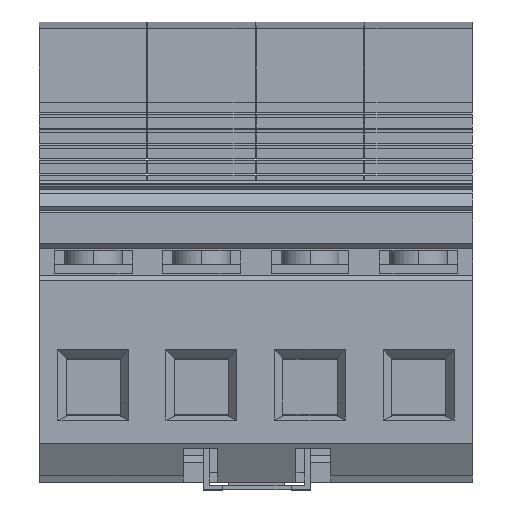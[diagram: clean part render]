
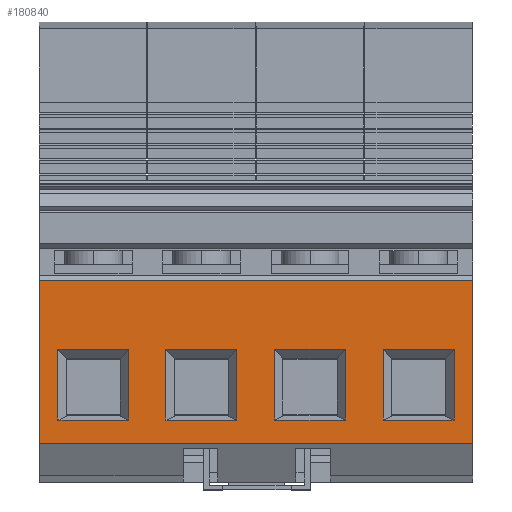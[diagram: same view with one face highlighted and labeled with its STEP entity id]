
A CAD part, front view. The second image highlights one B-rep face of the part: STEP entity #180840.
In plain terms, the highlighted face is planar.
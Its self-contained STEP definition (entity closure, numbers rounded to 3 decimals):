
#6390=CARTESIAN_POINT('',(40.9,-6.45,
194.4));
#6400=VERTEX_POINT('',#6390);
#6430=CARTESIAN_POINT('',(40.9,-6.45,
20.2));
#6440=DIRECTION('',(0.,0.,-1.));
#6450=VECTOR('',#6440,1.);
#6460=LINE('',#6430,#6450);
#6470=CARTESIAN_POINT('',(40.9,-6.45,
123.4));
#6480=VERTEX_POINT('',#6470);
#6490=EDGE_CURVE('',#6400,#6480,#6460,.T.);
#9240=CARTESIAN_POINT('',(40.9,20.3,
194.4));
#9250=VERTEX_POINT('',#9240);
#9280=CARTESIAN_POINT('',(40.9,22.6,
194.4));
#9290=DIRECTION('',(0.,1.,0.));
#9300=VECTOR('',#9290,1.);
#9310=LINE('',#9280,#9300);
#9320=EDGE_CURVE('',#6400,#9250,#9310,.T.);
#41920=CARTESIAN_POINT('',(40.9,22.6,
123.4));
#41930=DIRECTION('',(0.,-1.,0.));
#41940=VECTOR('',#41930,1.);
#41950=LINE('',#41920,#41940);
#41960=CARTESIAN_POINT('',(40.9,20.3,
123.4));
#41970=VERTEX_POINT('',#41960);
#41980=EDGE_CURVE('',#41970,#6480,#41950,.T.);
#179320=CARTESIAN_POINT('',(40.9,-6.45,
123.4));
#179330=DIRECTION('',(-1.,0.,0.));
#179340=DIRECTION('',(0.,-1.,0.));
#179350=AXIS2_PLACEMENT_3D('',#179320,#179330,#179340);
#179360=PLANE('',#179350);
#179370=CARTESIAN_POINT('',(40.9,20.3,
20.2));
#179380=DIRECTION('',(0.,0.,1.));
#179390=VECTOR('',#179380,1.);
#179400=LINE('',#179370,#179390);
#179410=EDGE_CURVE('',#41970,#9250,#179400,.T.);
#179420=ORIENTED_EDGE('',*,*,#179410,.T.);
#179430=ORIENTED_EDGE('',*,*,#41980,.F.);
#179440=ORIENTED_EDGE('',*,*,#6490,.T.);
#179450=ORIENTED_EDGE('',*,*,#9320,.F.);
#179460=EDGE_LOOP('',(#179450,#179440,#179430,#179420));
#179470=FACE_OUTER_BOUND('',#179460,.T.);
#179480=CARTESIAN_POINT('',(40.9,-2.534,
230.2));
#179490=DIRECTION('',(0.,0.,-1.));
#179500=VECTOR('',#179490,1.);
#179510=LINE('',#179480,#179500);
#179520=CARTESIAN_POINT('',(40.9,-2.534,
191.395));
#179530=VERTEX_POINT('',#179520);
#179540=CARTESIAN_POINT('',(40.9,-2.534,
179.81));
#179550=VERTEX_POINT('',#179540);
#179560=EDGE_CURVE('',#179530,#179550,#179510,.T.);
#179570=ORIENTED_EDGE('',*,*,#179560,.F.);
#179580=CARTESIAN_POINT('',(40.9,-41.215,
179.81));
#179590=DIRECTION('',(0.,1.,0.));
#179600=VECTOR('',#179590,1.);
#179610=LINE('',#179580,#179600);
#179620=CARTESIAN_POINT('',(40.9,9.093,
179.81));
#179630=VERTEX_POINT('',#179620);
#179640=EDGE_CURVE('',#179550,#179630,#179610,.T.);
#179650=ORIENTED_EDGE('',*,*,#179640,.F.);
#179660=CARTESIAN_POINT('',(40.9,9.093,
230.2));
#179670=DIRECTION('',(0.,0.,-1.));
#179680=VECTOR('',#179670,1.);
#179690=LINE('',#179660,#179680);
#179700=CARTESIAN_POINT('',(40.9,9.093,
191.395));
#179710=VERTEX_POINT('',#179700);
#179720=EDGE_CURVE('',#179710,#179630,#179690,.T.);
#179730=ORIENTED_EDGE('',*,*,#179720,.T.);
#179740=CARTESIAN_POINT('',(40.9,-41.215,
191.395));
#179750=DIRECTION('',(0.,1.,0.));
#179760=VECTOR('',#179750,1.);
#179770=LINE('',#179740,#179760);
#179780=EDGE_CURVE('',#179530,#179710,#179770,.T.);
#179790=ORIENTED_EDGE('',*,*,#179780,.T.);
#179800=EDGE_LOOP('',(#179790,#179730,#179650,#179570));
#179810=FACE_BOUND('',#179800,.T.);
#179820=CARTESIAN_POINT('',(40.9,-2.534,
176.9));
#179830=DIRECTION('',(0.,0.,-1.));
#179840=VECTOR('',#179830,1.);
#179850=LINE('',#179820,#179840);
#179860=CARTESIAN_POINT('',(40.9,-2.534,
138.095));
#179870=VERTEX_POINT('',#179860);
#179880=CARTESIAN_POINT('',(40.9,-2.534,
126.51));
#179890=VERTEX_POINT('',#179880);
#179900=EDGE_CURVE('',#179870,#179890,#179850,.T.);
#179910=ORIENTED_EDGE('',*,*,#179900,.F.);
#179920=CARTESIAN_POINT('',(40.9,-41.215,
126.51));
#179930=DIRECTION('',(0.,1.,0.));
#179940=VECTOR('',#179930,1.);
#179950=LINE('',#179920,#179940);
#179960=CARTESIAN_POINT('',(40.9,9.093,
126.51));
#179970=VERTEX_POINT('',#179960);
#179980=EDGE_CURVE('',#179890,#179970,#179950,.T.);
#179990=ORIENTED_EDGE('',*,*,#179980,.F.);
#180000=CARTESIAN_POINT('',(40.9,9.093,
176.9));
#180010=DIRECTION('',(0.,0.,-1.));
#180020=VECTOR('',#180010,1.);
#180030=LINE('',#180000,#180020);
#180040=CARTESIAN_POINT('',(40.9,9.093,
138.095));
#180050=VERTEX_POINT('',#180040);
#180060=EDGE_CURVE('',#180050,#179970,#180030,.T.);
#180070=ORIENTED_EDGE('',*,*,#180060,.T.);
#180080=CARTESIAN_POINT('',(40.9,-41.215,
138.095));
#180090=DIRECTION('',(0.,1.,0.));
#180100=VECTOR('',#180090,1.);
#180110=LINE('',#180080,#180100);
#180120=EDGE_CURVE('',#179870,#180050,#180110,.T.);
#180130=ORIENTED_EDGE('',*,*,#180120,.T.);
#180140=EDGE_LOOP('',(#180130,#180070,#179990,#179910));
#180150=FACE_BOUND('',#180140,.T.);
#180160=CARTESIAN_POINT('',(40.9,-2.534,
176.9));
#180170=DIRECTION('',(0.,0.,-1.));
#180180=VECTOR('',#180170,1.);
#180190=LINE('',#180160,#180180);
#180200=CARTESIAN_POINT('',(40.9,-2.534,
155.895));
#180210=VERTEX_POINT('',#180200);
#180220=CARTESIAN_POINT('',(40.9,-2.534,
144.31));
#180230=VERTEX_POINT('',#180220);
#180240=EDGE_CURVE('',#180210,#180230,#180190,.T.);
#180250=ORIENTED_EDGE('',*,*,#180240,.F.);
#180260=CARTESIAN_POINT('',(40.9,-41.215,
144.31));
#180270=DIRECTION('',(0.,1.,0.));
#180280=VECTOR('',#180270,1.);
#180290=LINE('',#180260,#180280);
#180300=CARTESIAN_POINT('',(40.9,9.093,
144.31));
#180310=VERTEX_POINT('',#180300);
#180320=EDGE_CURVE('',#180230,#180310,#180290,.T.);
#180330=ORIENTED_EDGE('',*,*,#180320,.F.);
#180340=CARTESIAN_POINT('',(40.9,9.093,
176.9));
#180350=DIRECTION('',(0.,0.,-1.));
#180360=VECTOR('',#180350,1.);
#180370=LINE('',#180340,#180360);
#180380=CARTESIAN_POINT('',(40.9,9.093,
155.895));
#180390=VERTEX_POINT('',#180380);
#180400=EDGE_CURVE('',#180390,#180310,#180370,.T.);
#180410=ORIENTED_EDGE('',*,*,#180400,.T.);
#180420=CARTESIAN_POINT('',(40.9,-41.215,
155.895));
#180430=DIRECTION('',(0.,1.,0.));
#180440=VECTOR('',#180430,1.);
#180450=LINE('',#180420,#180440);
#180460=EDGE_CURVE('',#180210,#180390,#180450,.T.);
#180470=ORIENTED_EDGE('',*,*,#180460,.T.);
#180480=EDGE_LOOP('',(#180470,#180410,#180330,#180250));
#180490=FACE_BOUND('',#180480,.T.);
#180500=CARTESIAN_POINT('',(40.9,-2.534,
194.7));
#180510=DIRECTION('',(0.,0.,-1.));
#180520=VECTOR('',#180510,1.);
#180530=LINE('',#180500,#180520);
#180540=CARTESIAN_POINT('',(40.9,-2.534,
173.695));
#180550=VERTEX_POINT('',#180540);
#180560=CARTESIAN_POINT('',(40.9,-2.534,
162.11));
#180570=VERTEX_POINT('',#180560);
#180580=EDGE_CURVE('',#180550,#180570,#180530,.T.);
#180590=ORIENTED_EDGE('',*,*,#180580,.F.);
#180600=CARTESIAN_POINT('',(40.9,-41.215,
162.11));
#180610=DIRECTION('',(0.,1.,0.));
#180620=VECTOR('',#180610,1.);
#180630=LINE('',#180600,#180620);
#180640=CARTESIAN_POINT('',(40.9,9.093,
162.11));
#180650=VERTEX_POINT('',#180640);
#180660=EDGE_CURVE('',#180570,#180650,#180630,.T.);
#180670=ORIENTED_EDGE('',*,*,#180660,.F.);
#180680=CARTESIAN_POINT('',(40.9,9.093,
194.7));
#180690=DIRECTION('',(0.,0.,-1.));
#180700=VECTOR('',#180690,1.);
#180710=LINE('',#180680,#180700);
#180720=CARTESIAN_POINT('',(40.9,9.093,
173.695));
#180730=VERTEX_POINT('',#180720);
#180740=EDGE_CURVE('',#180730,#180650,#180710,.T.);
#180750=ORIENTED_EDGE('',*,*,#180740,.T.);
#180760=CARTESIAN_POINT('',(40.9,-41.215,
173.695));
#180770=DIRECTION('',(0.,1.,0.));
#180780=VECTOR('',#180770,1.);
#180790=LINE('',#180760,#180780);
#180800=EDGE_CURVE('',#180550,#180730,#180790,.T.);
#180810=ORIENTED_EDGE('',*,*,#180800,.T.);
#180820=EDGE_LOOP('',(#180810,#180750,#180670,#180590));
#180830=FACE_BOUND('',#180820,.T.);
#180840=ADVANCED_FACE('',(#179470,#179810,#180150,#180490,#180830),
#179360,.F.);
